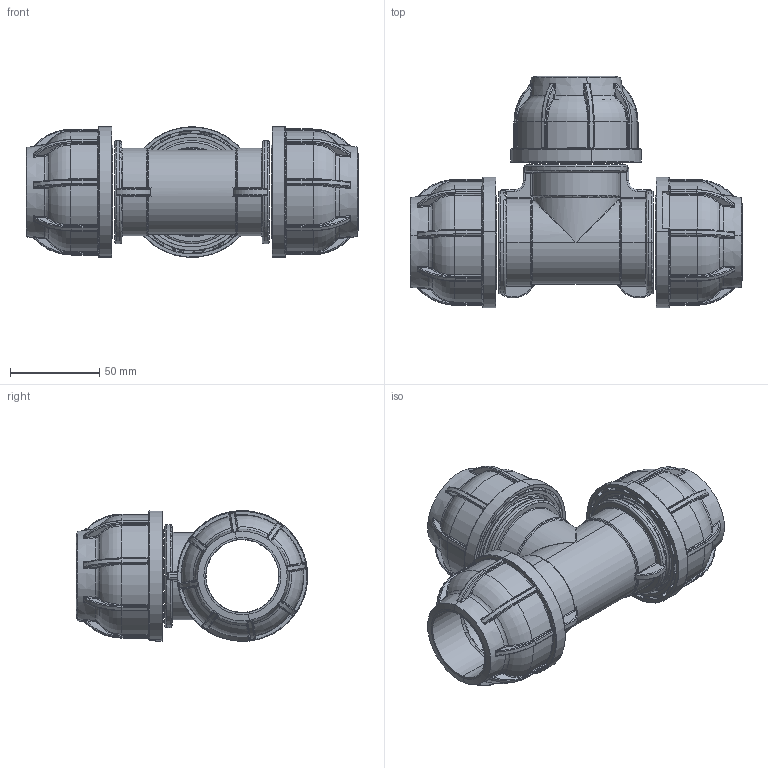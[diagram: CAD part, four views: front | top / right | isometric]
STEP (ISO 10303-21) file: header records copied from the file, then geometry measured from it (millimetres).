
FILE_DESCRIPTION (( 'STEP AP203' ), '1' );
FILE_NAME ('R214.040.000.step', '2013-11-19T09:22:54', ( 'Alusic' ), ( 'Alusic' ), 'SwSTEP 2.0', 'SolidWorks 2011', '' );
FILE_SCHEMA (( 'CONFIG_CONTROL_DESIGN' ));
Length unit declared in the file: millimetre
Products named in the file (1): R214.040.000
Bounding box: 185.68 x 129.34 x 73.11 mm (x, y, z)
Surface area: 105141.4 mm2 (no closed solid volume)
Topology: 0 solids, 77 shells, 1474 faces, 4843 edges, 3163 vertices
Faces by surface type: cylinder 426, bspline 398, plane 313, torus 298, cone 33, sphere 6
Entity records: 71107 total; most frequent: CARTESIAN_POINT 34848, ORIENTED_EDGE 7399, DIRECTION 6881, EDGE_CURVE 4739, VERTEX_POINT 3163, AXIS2_PLACEMENT_3D 2890, CIRCLE 1813, B_SPLINE_CURVE_WITH_KNOTS 1490
